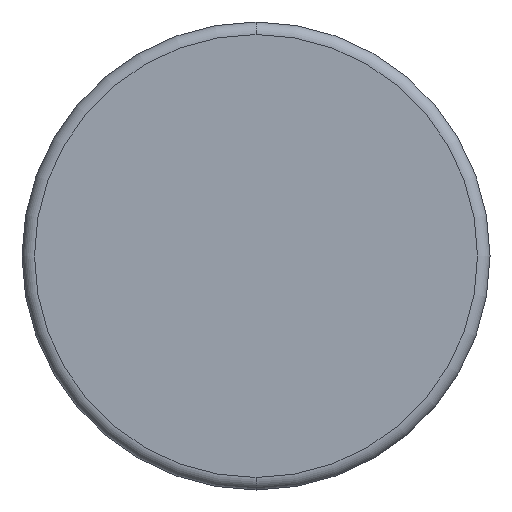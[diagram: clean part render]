
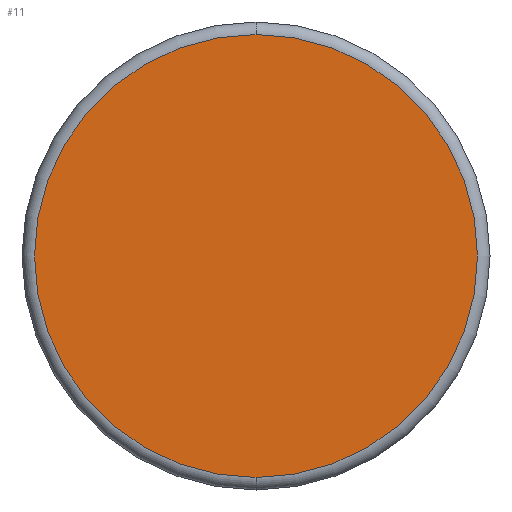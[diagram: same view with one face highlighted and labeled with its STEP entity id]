
A CAD part, front view. The second image highlights one B-rep face of the part: STEP entity #11.
In plain terms, the highlighted planar face has unit normal (0, -1, 0).
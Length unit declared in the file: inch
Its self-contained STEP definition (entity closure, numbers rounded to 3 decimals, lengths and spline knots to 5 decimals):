
#11 = ADVANCED_FACE ( 'NONE', ( #388 ), #212, .T. ) ;
#15 = EDGE_LOOP ( 'NONE', ( #393, #354 ) ) ;
#18 = CIRCLE ( 'NONE', #173, 0.1775 ) ;
#41 = DIRECTION ( 'NONE',  ( 0., -1., 0. ) ) ;
#67 = EDGE_CURVE ( 'NONE', #97, #309, #18, .T. ) ;
#77 = DIRECTION ( 'NONE',  ( 0., 0., -1. ) ) ;
#97 = VERTEX_POINT ( 'NONE', #224 ) ;
#106 = DIRECTION ( 'NONE',  ( 0., 0., -1. ) ) ;
#114 = DIRECTION ( 'NONE',  ( 0., -1., 0. ) ) ;
#135 = AXIS2_PLACEMENT_3D ( 'NONE', #142, #41, #106 ) ;
#142 = CARTESIAN_POINT ( 'NONE',  ( 0., 0., 0. ) ) ;
#173 = AXIS2_PLACEMENT_3D ( 'NONE', #318, #114, #353 ) ;
#192 = CARTESIAN_POINT ( 'NONE',  ( 0., 0., 0. ) ) ;
#212 = PLANE ( 'NONE',  #325 ) ;
#224 = CARTESIAN_POINT ( 'NONE',  ( 0., 0., -0.1775 ) ) ;
#286 = DIRECTION ( 'NONE',  ( 0., -1., 0. ) ) ;
#295 = CARTESIAN_POINT ( 'NONE',  ( 0., 0., 0.1775 ) ) ;
#307 = CIRCLE ( 'NONE', #135, 0.1775 ) ;
#309 = VERTEX_POINT ( 'NONE', #295 ) ;
#315 = EDGE_CURVE ( 'NONE', #309, #97, #307, .T. ) ;
#318 = CARTESIAN_POINT ( 'NONE',  ( 0., 0., 0. ) ) ;
#325 = AXIS2_PLACEMENT_3D ( 'NONE', #192, #286, #77 ) ;
#353 = DIRECTION ( 'NONE',  ( 0., 0., -1. ) ) ;
#354 = ORIENTED_EDGE ( 'NONE', *, *, #315, .T. ) ;
#388 = FACE_OUTER_BOUND ( 'NONE', #15, .T. ) ;
#393 = ORIENTED_EDGE ( 'NONE', *, *, #67, .T. ) ;
